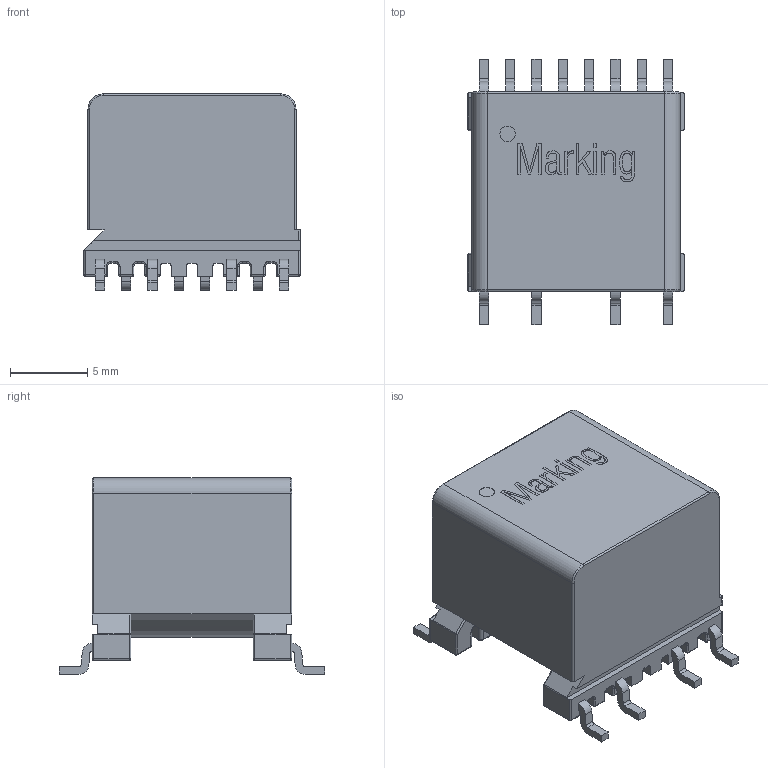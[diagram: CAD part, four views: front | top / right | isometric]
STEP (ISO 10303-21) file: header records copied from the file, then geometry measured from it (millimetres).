
FILE_DESCRIPTION(/* description */ ('Unknown'),/* implementation_level */ '2;1');
FILE_NAME(/* name */ 'T_Wurth_WE-FB-EP13_15.77',/* time_stamp */ '2025-05-05T15:55:32+08:00',/* author */ ('Unknown'),/* organization */ ('Unknown'),/* preprocessor_version */ 'ST-DEVELOPER v19.4',/* originating_system */ 'Solid Edge',/* authorisation */ 'Unknown');
FILE_SCHEMA (('AUTOMOTIVE_DESIGN {1 0 10303 214 3 1 1}'));
Length unit declared in the file: millimetre
Products named in the file (2): T_Wurth_WE-FB-EP13_15.77
Assembly tree (1 placements, depth 2):
  T_Wurth_WE-FB-EP13_15.77
    T_Wurth_WE-FB-EP13_15.77
Bounding box: 13.97 x 17.17 x 12.71 mm (x, y, z)
Volume: 1464.8 mm3; surface area: 1960.3 mm2
Topology: 1 solids, 1 shells, 645 faces, 1623 edges, 975 vertices
Faces by surface type: plane 261, cylinder 256, torus 64, bspline 40, sphere 24
Full cylindrical faces by diameter (mm): 1 x1, 4.38 x1, 4.4 x1, 7.4 x1
Entity records: 24334 total; most frequent: CARTESIAN_POINT 4528, DIRECTION 3219, ORIENTED_EDGE 3192, EDGE_CURVE 1596, AXIS2_PLACEMENT_3D 1188, VERTEX_POINT 975, LINE 843, VECTOR 843
